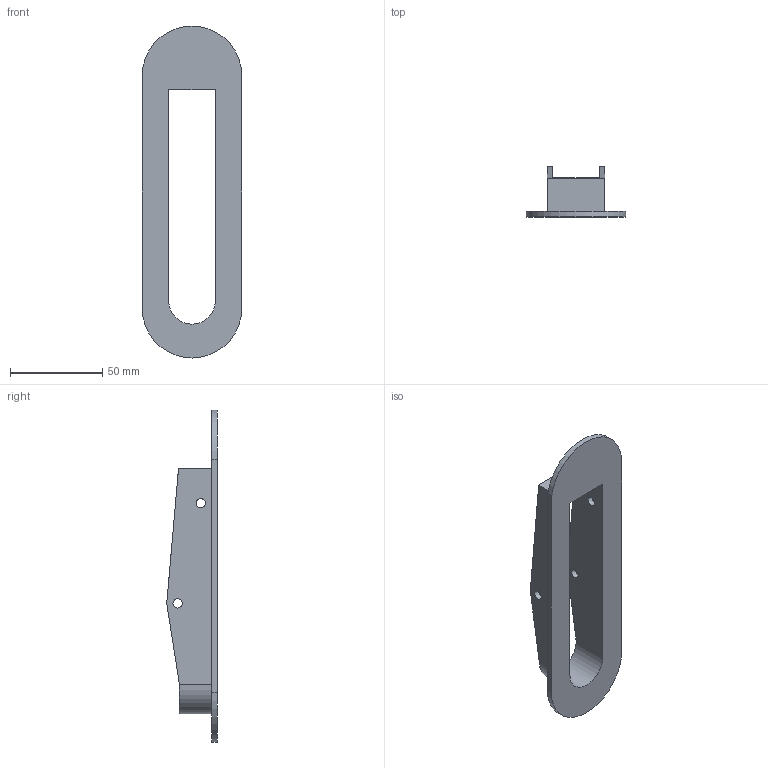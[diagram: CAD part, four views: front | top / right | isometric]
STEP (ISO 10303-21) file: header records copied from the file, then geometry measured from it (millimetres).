
FILE_DESCRIPTION(/* description */ (''),/* implementation_level */ '2;1');
FILE_NAME(/* name */ 'Poignee Billard v10.step',/* time_stamp */ '2023-02-04T18:02:59+01:00',/* author */ (''),/* organization */ (''),/* preprocessor_version */ 'ST-DEVELOPER v19.2',/* originating_system */ 'Autodesk Translation Framework v11.17.0.187',/* authorisation */ '');
FILE_SCHEMA (('AUTOMOTIVE_DESIGN { 1 0 10303 214 3 1 1 }'));
Length unit declared in the file: millimetre
Products named in the file (2): Poignee Billard; Cadre
Assembly tree (1 placements, depth 2):
  Poignee Billard
    Cadre
Bounding box: 54 x 27.4 x 180 mm (x, y, z)
Volume: 36192.3 mm3; surface area: 26468.2 mm2
Topology: 1 solids, 1 shells, 22 faces, 56 edges, 36 vertices
Faces by surface type: plane 14, cylinder 8
Full cylindrical faces by diameter (mm): 5 x4
Entity records: 737 total; most frequent: DIRECTION 122, CARTESIAN_POINT 117, ORIENTED_EDGE 112, EDGE_CURVE 56, AXIS2_PLACEMENT_3D 41, LINE 40, VECTOR 40, VERTEX_POINT 36
